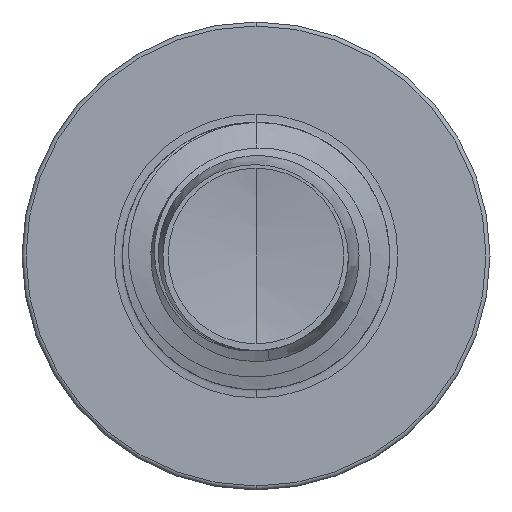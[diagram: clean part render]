
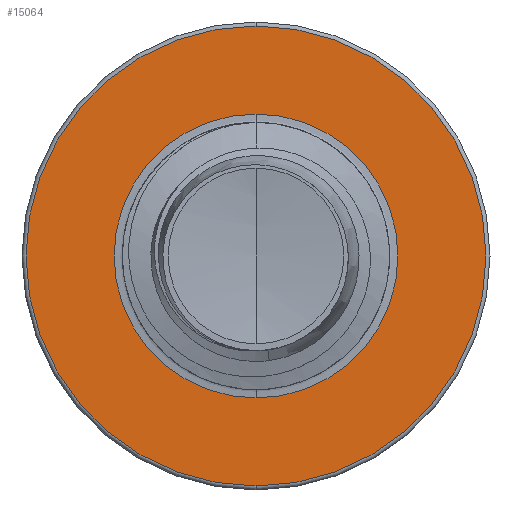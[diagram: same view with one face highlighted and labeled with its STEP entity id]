
A CAD part, front view. The second image highlights one B-rep face of the part: STEP entity #15064.
In plain terms, the highlighted planar face has unit normal (0, -1, 0).
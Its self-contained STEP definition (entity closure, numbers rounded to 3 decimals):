
#398 = CARTESIAN_POINT ( 'NONE',  ( 0., 10., 0. ) ) ;
#480 = CARTESIAN_POINT ( 'NONE',  ( 0., 10., 0. ) ) ;
#628 = CARTESIAN_POINT ( 'NONE',  ( 0., 10., 0. ) ) ;
#870 = DIRECTION ( 'NONE',  ( 0., 1., 0. ) ) ;
#1060 = VERTEX_POINT ( 'NONE', #22033 ) ;
#2246 = DIRECTION ( 'NONE',  ( 0., 0., 1. ) ) ;
#2325 = DIRECTION ( 'NONE',  ( 0., 0., 1. ) ) ;
#2477 = DIRECTION ( 'NONE',  ( 0., 0., 1. ) ) ;
#3109 = VERTEX_POINT ( 'NONE', #14602 ) ;
#4729 = PLANE ( 'NONE',  #4847 ) ;
#4745 = CIRCLE ( 'NONE', #17018, 3.186 ) ;
#4847 = AXIS2_PLACEMENT_3D ( 'NONE', #13515, #17524, #6571 ) ;
#4995 = EDGE_LOOP ( 'NONE', ( #20735, #11671 ) ) ;
#5667 = AXIS2_PLACEMENT_3D ( 'NONE', #398, #13308, #2246 ) ;
#6571 = DIRECTION ( 'NONE',  ( 0., 0., 1. ) ) ;
#6735 = EDGE_CURVE ( 'NONE', #21381, #16023, #14051, .T. ) ;
#7734 = EDGE_LOOP ( 'NONE', ( #16570, #21265 ) ) ;
#7750 = CARTESIAN_POINT ( 'NONE',  ( 0., 10., 5.16 ) ) ;
#8954 = AXIS2_PLACEMENT_3D ( 'NONE', #11911, #870, #13791 ) ;
#10786 = FACE_OUTER_BOUND ( 'NONE', #4995, .T. ) ;
#11671 = ORIENTED_EDGE ( 'NONE', *, *, #21706, .F. ) ;
#11911 = CARTESIAN_POINT ( 'NONE',  ( 0., 10., 0. ) ) ;
#13308 = DIRECTION ( 'NONE',  ( 0., 1., 0. ) ) ;
#13393 = DIRECTION ( 'NONE',  ( 0., 1., 0. ) ) ;
#13515 = CARTESIAN_POINT ( 'NONE',  ( 0., 10., -3.186 ) ) ;
#13548 = DIRECTION ( 'NONE',  ( 0., 1., 0. ) ) ;
#13791 = DIRECTION ( 'NONE',  ( 0., 0., 1. ) ) ;
#14051 = CIRCLE ( 'NONE', #8954, 5.16 ) ;
#14602 = CARTESIAN_POINT ( 'NONE',  ( 0., 10., 3.186 ) ) ;
#15064 = ADVANCED_FACE ( 'NONE', ( #10786, #15710 ), #4729, .F. ) ;
#15543 = AXIS2_PLACEMENT_3D ( 'NONE', #628, #13548, #2477 ) ;
#15710 = FACE_BOUND ( 'NONE', #7734, .T. ) ;
#16023 = VERTEX_POINT ( 'NONE', #18454 ) ;
#16570 = ORIENTED_EDGE ( 'NONE', *, *, #21402, .T. ) ;
#17018 = AXIS2_PLACEMENT_3D ( 'NONE', #480, #13393, #2325 ) ;
#17524 = DIRECTION ( 'NONE',  ( 0., 1., 0. ) ) ;
#18454 = CARTESIAN_POINT ( 'NONE',  ( 0., 10., -5.16 ) ) ;
#18655 = EDGE_CURVE ( 'NONE', #1060, #3109, #4745, .T. ) ;
#19265 = CIRCLE ( 'NONE', #5667, 3.186 ) ;
#20735 = ORIENTED_EDGE ( 'NONE', *, *, #6735, .F. ) ;
#21265 = ORIENTED_EDGE ( 'NONE', *, *, #18655, .T. ) ;
#21381 = VERTEX_POINT ( 'NONE', #7750 ) ;
#21402 = EDGE_CURVE ( 'NONE', #3109, #1060, #19265, .T. ) ;
#21706 = EDGE_CURVE ( 'NONE', #16023, #21381, #22326, .T. ) ;
#22033 = CARTESIAN_POINT ( 'NONE',  ( 0., 10., -3.186 ) ) ;
#22326 = CIRCLE ( 'NONE', #15543, 5.16 ) ;
